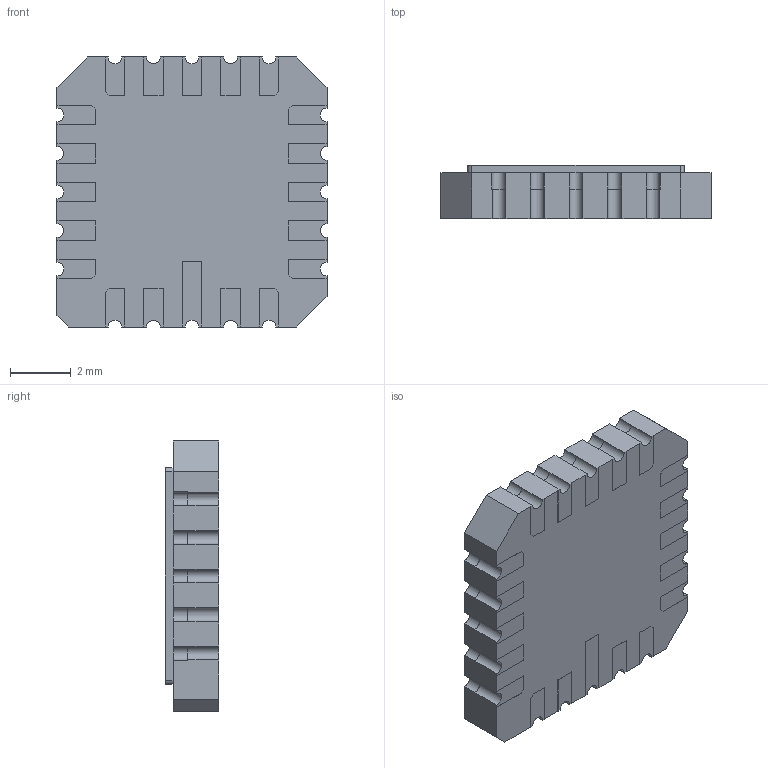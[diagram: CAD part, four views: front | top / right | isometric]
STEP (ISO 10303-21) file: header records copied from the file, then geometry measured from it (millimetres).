
FILE_DESCRIPTION((''),'2;1');
FILE_NAME('MKT_E20ARE','2015-02-24T',('a0412025'),(''),'PRO/ENGINEER BY PARAMETRIC TECHNOLOGY CORPORATION, 2011490','PRO/ENGINEER BY PARAMETRIC TECHNOLOGY CORPORATION, 2011490','');
FILE_SCHEMA(('AUTOMOTIVE_DESIGN_CC2 { 1 2 10303 214 -1 1 5 2 }'));
Length unit declared in the file: inch
Products named in the file (1): MKT_E20ARE
Bounding box: 8.89 x 1.76 x 8.89 mm (x, y, z)
Volume: 126.6 mm3; surface area: 230.1 mm2
Topology: 1 solids, 2 shells, 203 faces, 592 edges, 394 vertices
Faces by surface type: plane 159, cylinder 44
Entity records: 9091 total; most frequent: CARTESIAN_POINT 1189, ORIENTED_EDGE 1184, DIRECTION 1086, PRESENTATION_STYLE_ASSIGNMENT 643, STYLED_ITEM 593, CURVE_STYLE 592, EDGE_CURVE 592, VECTOR 504
